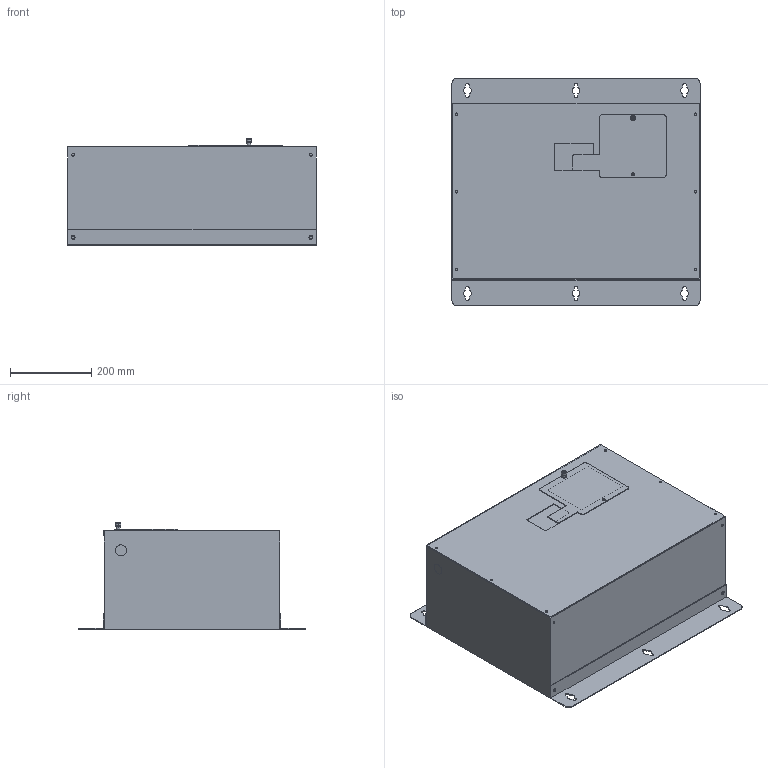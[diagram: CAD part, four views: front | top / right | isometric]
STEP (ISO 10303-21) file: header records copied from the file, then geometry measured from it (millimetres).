
FILE_DESCRIPTION (( 'STEP AP214' ), '1' );
FILE_NAME ('WM.STEP', '2025-09-12T21:30:40', ( '' ), ( '' ), 'SwSTEP 2.0', 'SolidWorks 2016', '' );
FILE_SCHEMA (( 'AUTOMOTIVE_DESIGN' ));
Length unit declared in the file: inch
Products named in the file (5): WM Item 1; WM Item 2; WM; WM Item 4; WM Item 3
Assembly tree (5 placements, depth 2):
  WM
    WM Item 1
    WM Item 2
    WM Item 3  x2
    WM Item 4
Bounding box: 609.6 x 558.8 x 261.39 mm (x, y, z)
Volume: 64263249.1 mm3; surface area: 1827713.4 mm2
Topology: 6 solids, 6 shells, 274 faces, 697 edges, 455 vertices
Faces by surface type: cylinder 125, plane 121, cone 18, bspline 10
Entity records: 7417 total; most frequent: CARTESIAN_POINT 1430, DIRECTION 1262, ORIENTED_EDGE 1140, EDGE_CURVE 570, AXIS2_PLACEMENT_3D 477, VERTEX_POINT 377, VECTOR 308, LINE 308
